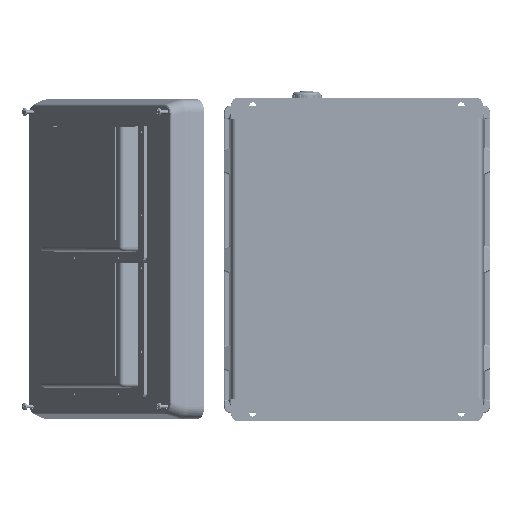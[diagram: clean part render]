
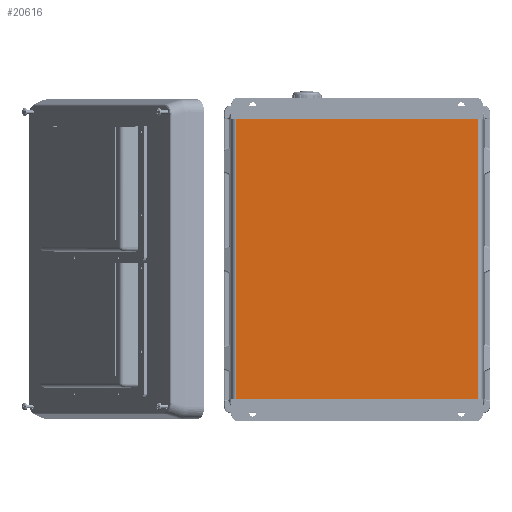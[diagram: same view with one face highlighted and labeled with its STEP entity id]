
A CAD part, front view. The second image highlights one B-rep face of the part: STEP entity #20616.
In plain terms, the highlighted planar face has unit normal (0, -1, 0).
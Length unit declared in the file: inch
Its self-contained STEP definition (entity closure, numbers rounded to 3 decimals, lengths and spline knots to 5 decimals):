
#2205 = ORIENTED_EDGE ( 'NONE', *, *, #81721, .F. ) ;
#2950 = ORIENTED_EDGE ( 'NONE', *, *, #9582, .T. ) ;
#7786 = VERTEX_POINT ( 'NONE', #48488 ) ;
#9245 = DIRECTION ( 'NONE',  ( 0., 1., 0. ) ) ;
#9295 = CARTESIAN_POINT ( 'NONE',  ( -5.78771, 0.05906, -1.04331 ) ) ;
#9326 = VECTOR ( 'NONE', #41478, 39.37008 ) ;
#9582 = EDGE_CURVE ( 'NONE', #96153, #96118, #38182, .T. ) ;
#9703 = CARTESIAN_POINT ( 'NONE',  ( 5.78771, 0.05906, -1.04331 ) ) ;
#18532 = CARTESIAN_POINT ( 'NONE',  ( 6.11811, 0.05906, -1.04331 ) ) ;
#20616 = ADVANCED_FACE ( 'NONE', ( #113643 ), #114239, .F. ) ;
#24045 = EDGE_CURVE ( 'NONE', #7786, #96153, #32471, .T. ) ;
#30135 = EDGE_LOOP ( 'NONE', ( #82263, #2205, #59983, #2950 ) ) ;
#30140 = DIRECTION ( 'NONE',  ( 0., 0., 1. ) ) ;
#30796 = DIRECTION ( 'NONE',  ( -1., 0., 0. ) ) ;
#31471 = CARTESIAN_POINT ( 'NONE',  ( 6.11811, 0.05906, -14.4685 ) ) ;
#32471 = LINE ( 'NONE', #87054, #105800 ) ;
#38182 = LINE ( 'NONE', #78452, #108506 ) ;
#41478 = DIRECTION ( 'NONE',  ( -1., 0., 0. ) ) ;
#45991 = CARTESIAN_POINT ( 'NONE',  ( -5.78771, 0.05906, -1.04331 ) ) ;
#48488 = CARTESIAN_POINT ( 'NONE',  ( 5.78771, 0.05906, -14.4685 ) ) ;
#56730 = AXIS2_PLACEMENT_3D ( 'NONE', #18532, #9245, #76125 ) ;
#59029 = VERTEX_POINT ( 'NONE', #89920 ) ;
#59983 = ORIENTED_EDGE ( 'NONE', *, *, #24045, .T. ) ;
#60133 = LINE ( 'NONE', #31471, #9326 ) ;
#76125 = DIRECTION ( 'NONE',  ( 0., 0., 1. ) ) ;
#78452 = CARTESIAN_POINT ( 'NONE',  ( 6.11811, 0.05906, -1.04331 ) ) ;
#81721 = EDGE_CURVE ( 'NONE', #7786, #59029, #60133, .T. ) ;
#82263 = ORIENTED_EDGE ( 'NONE', *, *, #119046, .F. ) ;
#87054 = CARTESIAN_POINT ( 'NONE',  ( 5.78771, 0.05906, -1.04331 ) ) ;
#89920 = CARTESIAN_POINT ( 'NONE',  ( -5.78771, 0.05906, -14.4685 ) ) ;
#94624 = VECTOR ( 'NONE', #103384, 39.37008 ) ;
#96118 = VERTEX_POINT ( 'NONE', #9295 ) ;
#96153 = VERTEX_POINT ( 'NONE', #9703 ) ;
#103384 = DIRECTION ( 'NONE',  ( 0., 0., 1. ) ) ;
#105800 = VECTOR ( 'NONE', #30140, 39.37008 ) ;
#108506 = VECTOR ( 'NONE', #30796, 39.37008 ) ;
#113643 = FACE_OUTER_BOUND ( 'NONE', #30135, .T. ) ;
#114239 = PLANE ( 'NONE',  #56730 ) ;
#119046 = EDGE_CURVE ( 'NONE', #59029, #96118, #120067, .T. ) ;
#120067 = LINE ( 'NONE', #45991, #94624 ) ;
